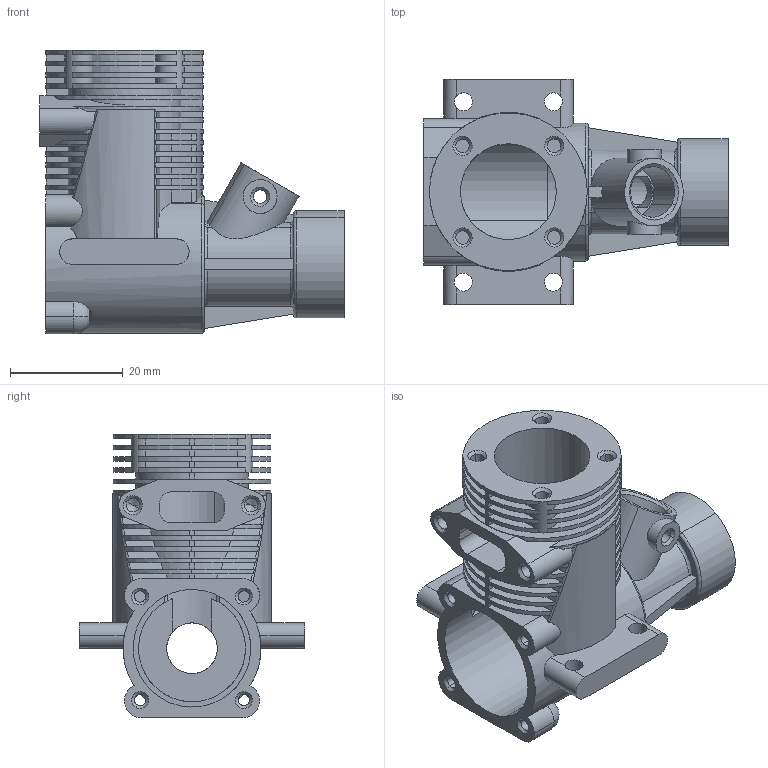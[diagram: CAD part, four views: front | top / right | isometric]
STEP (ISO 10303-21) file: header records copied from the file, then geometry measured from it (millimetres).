
FILE_DESCRIPTION(('CATIA V5 STEP'),'2;1');
FILE_NAME('Block.stp','2005-10-28T08:28:01+00:00',('none'),('none'),'CATIA Version 5','CATIA V5 STEP AP214','none');
FILE_SCHEMA(('AUTOMOTIVE_DESIGN { 1 0 10303 214 1 1 1 1 }'));
Length unit declared in the file: millimetre
Products named in the file (1): Block
Bounding box: 54 x 40 x 50.35 mm (x, y, z)
Volume: 15460.2 mm3; surface area: 18205.1 mm2
Topology: 1 solids, 1 shells, 533 faces, 1584 edges, 1044 vertices
Faces by surface type: plane 258, cylinder 217, cone 36, torus 16, sphere 4, bspline 2
Entity records: 16948 total; most frequent: CARTESIAN_POINT 4149, ORIENTED_EDGE 3160, DIRECTION 1734, EDGE_CURVE 1580, VERTEX_POINT 1044, VECTOR 806, LINE 806, AXIS2_PLACEMENT_3D 730
